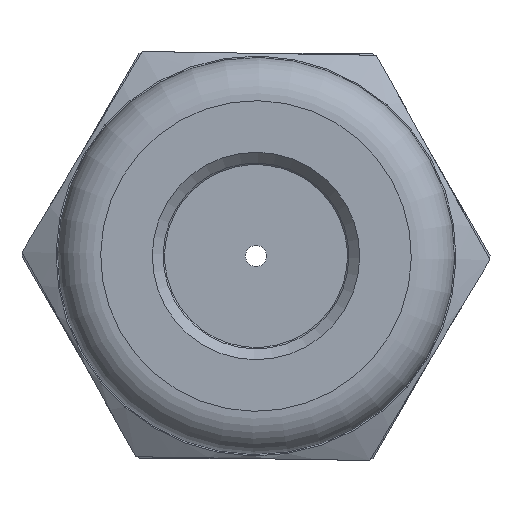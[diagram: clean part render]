
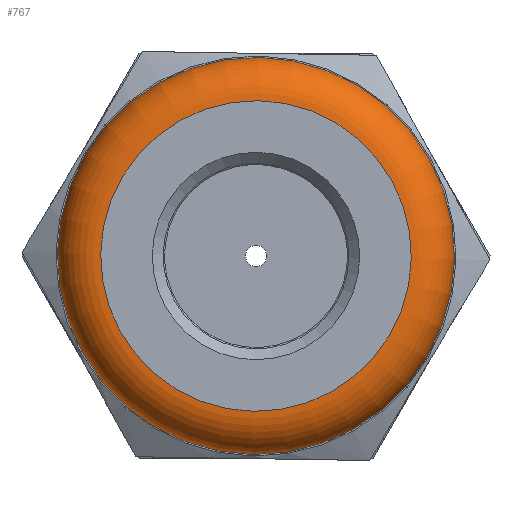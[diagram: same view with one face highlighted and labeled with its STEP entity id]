
A CAD part, left-side view. The second image highlights one B-rep face of the part: STEP entity #767.
In plain terms, the highlighted toroidal (fillet/blend) face has major radius 5.476 mm and minor radius 1.524 mm.
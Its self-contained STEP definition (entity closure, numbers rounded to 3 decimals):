
#740=CARTESIAN_POINT('',(-7.752,0.,0.));
#741=DIRECTION('',(1.0,0.,0.0));
#742=DIRECTION('',(0.,0.858,0.514));
#743=AXIS2_PLACEMENT_3D('',#740,#741,#742);
#744=TOROIDAL_SURFACE('',#743,5.476,1.524);
#745=CARTESIAN_POINT('',(-7.752,-3.598,6.004));
#746=VERTEX_POINT('',#745);
#747=CARTESIAN_POINT('',(-7.752,0.,0.));
#748=DIRECTION('',(1.0,0.,0.));
#749=DIRECTION('',(0.,-0.514,0.858));
#750=AXIS2_PLACEMENT_3D('',#747,#748,#749);
#751=CIRCLE('',#750,7.0);
#752=EDGE_CURVE('',#746,#746,#751,.T.);
#753=ORIENTED_EDGE('',*,*,#752,.F.);
#754=EDGE_LOOP('',(#753));
#755=FACE_OUTER_BOUND('',#754,.T.);
#756=CARTESIAN_POINT('',(-9.276,-2.815,4.697));
#757=VERTEX_POINT('',#756);
#758=CARTESIAN_POINT('',(-9.276,0.,0.));
#759=DIRECTION('',(1.0,0.,0.));
#760=DIRECTION('',(0.,0.514,-0.858));
#761=AXIS2_PLACEMENT_3D('',#758,#759,#760);
#762=CIRCLE('',#761,5.476);
#763=EDGE_CURVE('',#757,#757,#762,.T.);
#764=ORIENTED_EDGE('',*,*,#763,.T.);
#765=EDGE_LOOP('',(#764));
#766=FACE_BOUND('',#765,.T.);
#767=ADVANCED_FACE('',(#755,#766),#744,.T.);
